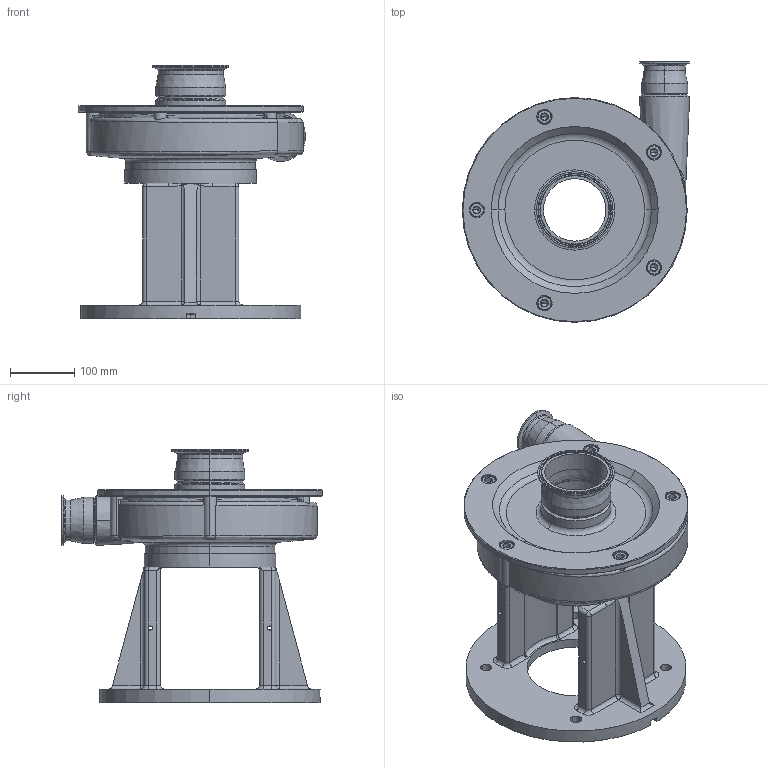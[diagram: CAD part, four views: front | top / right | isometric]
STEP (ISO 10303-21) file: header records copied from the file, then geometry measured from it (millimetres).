
FILE_DESCRIPTION (( 'STEP AP214' ), '1' );
FILE_NAME ('FPR 3652 400TSC VERT.STEP', '2023-04-28T16:02:17', ( '' ), ( '' ), 'SwSTEP 2.0', 'SolidWorks 2023', '' );
FILE_SCHEMA (( 'AUTOMOTIVE_DESIGN' ));
Length unit declared in the file: millimetre
Products named in the file (1): FPR 3652 400TSC VERT
Bounding box: 354 x 406 x 394 mm (x, y, z)
Volume: 6366079.7 mm3; surface area: 998984.7 mm2
Topology: 1 solids, 5 shells, 586 faces, 1406 edges, 828 vertices
Faces by surface type: cylinder 242, cone 127, plane 102, torus 69, bspline 32, sphere 14
Entity records: 20982 total; most frequent: CARTESIAN_POINT 7542, DIRECTION 2987, ORIENTED_EDGE 2702, EDGE_CURVE 1351, AXIS2_PLACEMENT_3D 1258, VERTEX_POINT 828, CIRCLE 703, EDGE_LOOP 669
